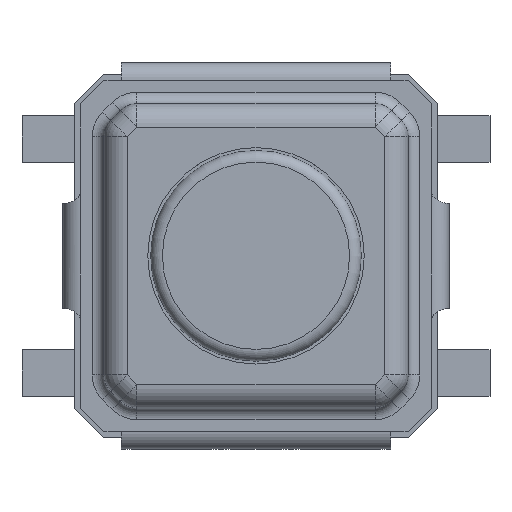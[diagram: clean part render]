
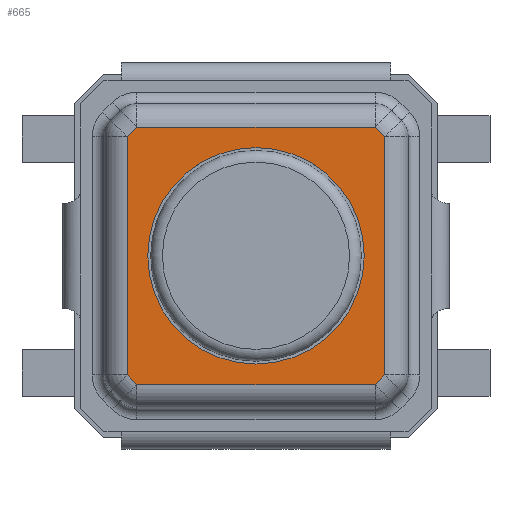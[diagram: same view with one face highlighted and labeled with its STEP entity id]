
A CAD part, top view. The second image highlights one B-rep face of the part: STEP entity #665.
In plain terms, the highlighted planar face has unit normal (0, 0, 1).
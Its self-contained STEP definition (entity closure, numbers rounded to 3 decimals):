
#665=ADVANCED_FACE('',(#2853,#2855),#2857,.T.);
#2853=FACE_BOUND('',#2854,.T.);
#2854=EDGE_LOOP('',(#4860,#4861,#4862,#4863,#4864,#4865,#4866,#4867));
#2855=FACE_BOUND('',#2856,.T.);
#2856=EDGE_LOOP('',(#4868));
#2857=PLANE('',#2858);
#2858=AXIS2_PLACEMENT_3D('',#2859,#2860,#2861);
#2859=CARTESIAN_POINT('',(0.,0.,1.2));
#2860=DIRECTION('',(0.,0.,1.));
#2861=DIRECTION('',(1.,0.,0.));
#4860=ORIENTED_EDGE('',*,*,#5898,.T.);
#4861=ORIENTED_EDGE('',*,*,#5899,.T.);
#4862=ORIENTED_EDGE('',*,*,#5900,.T.);
#4863=ORIENTED_EDGE('',*,*,#5901,.T.);
#4864=ORIENTED_EDGE('',*,*,#5902,.T.);
#4865=ORIENTED_EDGE('',*,*,#5903,.T.);
#4866=ORIENTED_EDGE('',*,*,#5904,.T.);
#4867=ORIENTED_EDGE('',*,*,#5905,.T.);
#4868=ORIENTED_EDGE('',*,*,#5796,.T.);
#5796=EDGE_CURVE('',#6576,#6576,#6577,.F.);
#5898=EDGE_CURVE('',#6748,#6749,#6750,.T.);
#5899=EDGE_CURVE('',#6749,#6751,#6752,.T.);
#5900=EDGE_CURVE('',#6751,#6753,#6754,.T.);
#5901=EDGE_CURVE('',#6753,#6755,#6756,.T.);
#5902=EDGE_CURVE('',#6755,#6757,#6758,.T.);
#5903=EDGE_CURVE('',#6757,#6759,#6760,.T.);
#5904=EDGE_CURVE('',#6759,#6761,#6762,.T.);
#5905=EDGE_CURVE('',#6761,#6748,#6763,.T.);
#6576=VERTEX_POINT('',#8027);
#6577=CIRCLE('',#8028,0.925);
#6748=VERTEX_POINT('',#8457);
#6749=VERTEX_POINT('',#8458);
#6750=LINE('',#8459,#8460);
#6751=VERTEX_POINT('',#8462);
#6752=LINE('',#8463,#8464);
#6753=VERTEX_POINT('',#8466);
#6754=LINE('',#8467,#8468);
#6755=VERTEX_POINT('',#8470);
#6756=LINE('',#8471,#8472);
#6757=VERTEX_POINT('',#8474);
#6758=LINE('',#8475,#8476);
#6759=VERTEX_POINT('',#8478);
#6760=LINE('',#8479,#8480);
#6761=VERTEX_POINT('',#8482);
#6762=LINE('',#8483,#8484);
#6763=LINE('',#8486,#8487);
#8027=CARTESIAN_POINT('',(0.925,0.,1.2));
#8028=AXIS2_PLACEMENT_3D('',#8029,#8030,#8031);
#8029=CARTESIAN_POINT('',(0.,0.,1.2));
#8030=DIRECTION('',(0.,0.,1.));
#8031=DIRECTION('',(1.,0.,0.));
#8457=CARTESIAN_POINT('',(-1.017,-1.1,1.2));
#8458=CARTESIAN_POINT('',(1.017,-1.1,1.2));
#8459=CARTESIAN_POINT('',(-1.017,-1.1,1.2));
#8460=VECTOR('',#8461,1.);
#8461=DIRECTION('',(1.,0.,0.));
#8462=CARTESIAN_POINT('',(1.1,-1.017,1.2));
#8463=CARTESIAN_POINT('',(1.017,-1.1,1.2));
#8464=VECTOR('',#8465,1.);
#8465=DIRECTION('',(0.707,0.707,0.));
#8466=CARTESIAN_POINT('',(1.1,1.017,1.2));
#8467=CARTESIAN_POINT('',(1.1,-1.017,1.2));
#8468=VECTOR('',#8469,1.);
#8469=DIRECTION('',(0.,1.,0.));
#8470=CARTESIAN_POINT('',(1.017,1.1,1.2));
#8471=CARTESIAN_POINT('',(1.1,1.017,1.2));
#8472=VECTOR('',#8473,1.);
#8473=DIRECTION('',(-0.707,0.707,0.));
#8474=CARTESIAN_POINT('',(-1.017,1.1,1.2));
#8475=CARTESIAN_POINT('',(1.017,1.1,1.2));
#8476=VECTOR('',#8477,1.);
#8477=DIRECTION('',(-1.,0.,0.));
#8478=CARTESIAN_POINT('',(-1.1,1.017,1.2));
#8479=CARTESIAN_POINT('',(-1.017,1.1,1.2));
#8480=VECTOR('',#8481,1.);
#8481=DIRECTION('',(-0.707,-0.707,0.));
#8482=CARTESIAN_POINT('',(-1.1,-1.017,1.2));
#8483=CARTESIAN_POINT('',(-1.1,1.017,1.2));
#8484=VECTOR('',#8485,1.);
#8485=DIRECTION('',(0.,-1.,0.));
#8486=CARTESIAN_POINT('',(-1.1,-1.017,1.2));
#8487=VECTOR('',#8488,1.);
#8488=DIRECTION('',(0.707,-0.707,0.));
